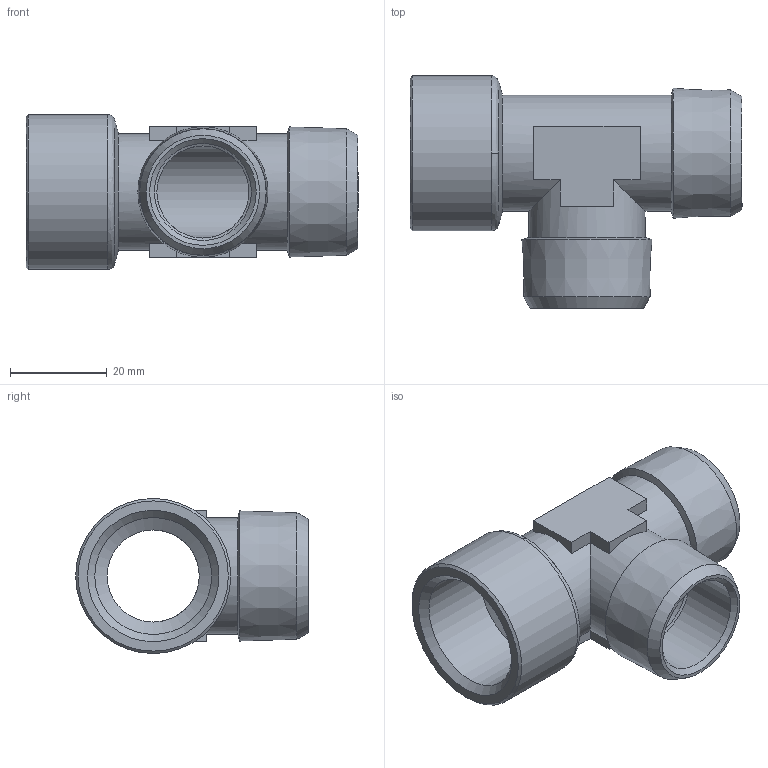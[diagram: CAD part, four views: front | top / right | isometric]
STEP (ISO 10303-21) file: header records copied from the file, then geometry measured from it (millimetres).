
FILE_DESCRIPTION (( 'STEP AP214' ), '1' );
FILE_NAME ('0403000010700A.STEP', '2013-09-02T15:24:31', ( 'ST01' ), ( '' ), 'SwSTEP 2.0', 'SolidWorks 2012', '' );
FILE_SCHEMA (( 'AUTOMOTIVE_DESIGN' ));
Length unit declared in the file: millimetre
Products named in the file (1): 0403000010700A
Bounding box: 68.5 x 48 x 32 mm (x, y, z)
Volume: 20828.3 mm3; surface area: 14099.1 mm2
Topology: 1 solids, 1 shells, 45 faces, 114 edges, 70 vertices
Faces by surface type: plane 21, cone 14, cylinder 8, bspline 2
Full cylindrical faces by diameter (mm): 19 x2, 20 x2, 24 x2, 24.117 x1, 32 x1
Entity records: 1200 total; most frequent: CARTESIAN_POINT 236, DIRECTION 196, ORIENTED_EDGE 162, EDGE_CURVE 81, AXIS2_PLACEMENT_3D 77, EDGE_LOOP 72, VERTEX_POINT 61, FACE_OUTER_BOUND 53
